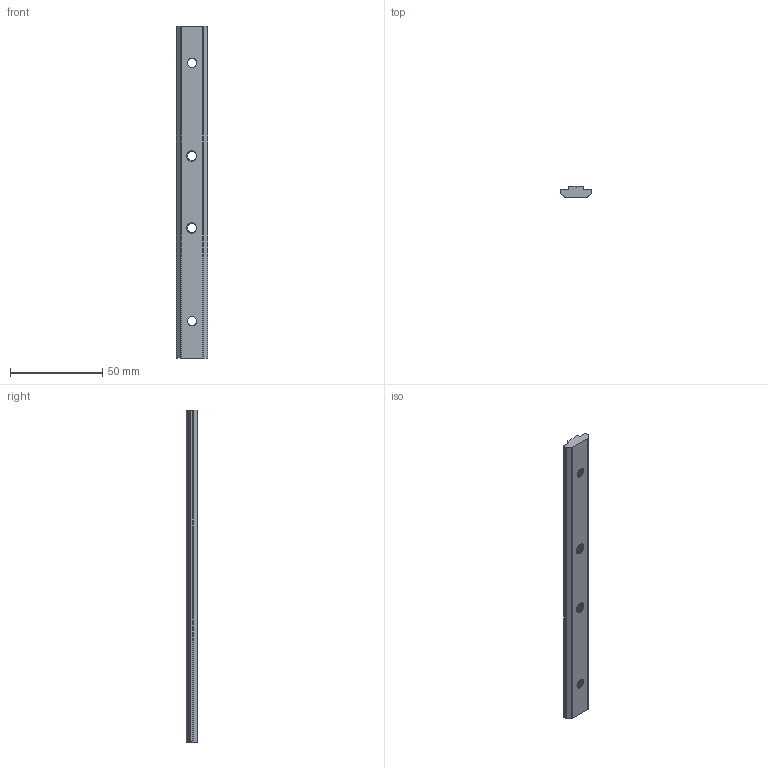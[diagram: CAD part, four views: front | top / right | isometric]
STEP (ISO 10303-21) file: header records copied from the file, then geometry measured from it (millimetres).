
FILE_DESCRIPTION (( 'STEP AP214' ), '1' );
FILE_NAME ('30槽条连接件（欧标）.STEP', '2019-07-26T00:47:39', ( '微软用户' ), ( '微软中国' ), 'SwSTEP 2.0', 'SolidWorks 2015', '' );
FILE_SCHEMA (( 'AUTOMOTIVE_DESIGN' ));
Length unit declared in the file: millimetre
Products named in the file (1): 30羞沭蟀諉璃ㄗ韁梓ㄘ
Bounding box: 17 x 6 x 180 mm (x, y, z)
Volume: 13657 mm3; surface area: 8226.9 mm2
Topology: 1 solids, 1 shells, 309 faces, 904 edges, 602 vertices
Faces by surface type: plane 151, cylinder 114, bspline 44
Entity records: 18711 total; most frequent: CARTESIAN_POINT 11257, ORIENTED_EDGE 1808, DIRECTION 1129, EDGE_CURVE 904, VERTEX_POINT 602, LINE 517, VECTOR 517, B_SPLINE_CURVE_WITH_KNOTS 331
